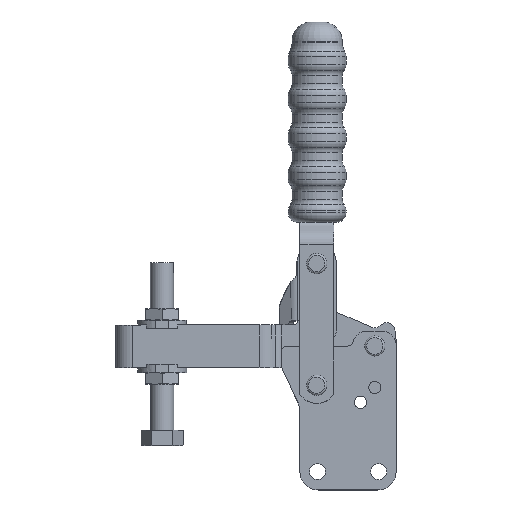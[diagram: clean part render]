
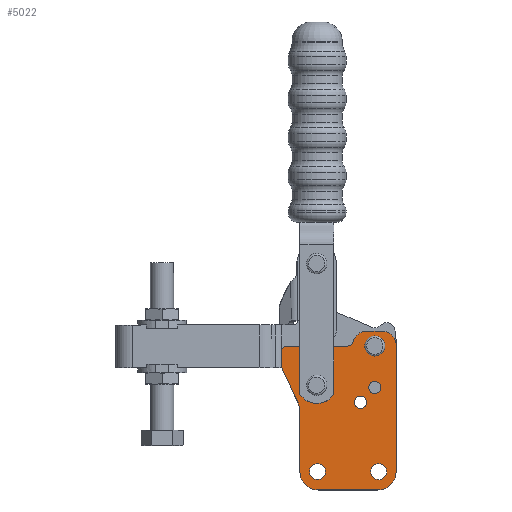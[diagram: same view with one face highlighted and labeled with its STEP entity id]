
A CAD part, top view. The second image highlights one B-rep face of the part: STEP entity #5022.
In plain terms, the highlighted planar face has unit normal (0, 0, 1).
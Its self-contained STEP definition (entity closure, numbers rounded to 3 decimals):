
#436=CIRCLE('',#5448,9.5);
#438=CIRCLE('',#5451,9.5);
#439=CIRCLE('',#5452,7.1);
#440=CIRCLE('',#5453,7.1);
#441=CIRCLE('',#5454,3.);
#442=CIRCLE('',#5455,3.);
#443=CIRCLE('',#5456,4.05);
#444=CIRCLE('',#5457,3.2);
#445=CIRCLE('',#5458,3.2);
#446=CIRCLE('',#5459,6.35);
#447=CIRCLE('',#5460,4.165);
#448=CIRCLE('',#5461,4.165);
#833=VERTEX_POINT('',#7940);
#834=VERTEX_POINT('',#7941);
#837=VERTEX_POINT('',#7949);
#838=VERTEX_POINT('',#7951);
#839=VERTEX_POINT('',#7953);
#840=VERTEX_POINT('',#7955);
#841=VERTEX_POINT('',#7957);
#842=VERTEX_POINT('',#7959);
#843=VERTEX_POINT('',#7961);
#844=VERTEX_POINT('',#7963);
#845=VERTEX_POINT('',#7965);
#846=VERTEX_POINT('',#7967);
#847=VERTEX_POINT('',#7969);
#848=VERTEX_POINT('',#7972);
#849=VERTEX_POINT('',#7974);
#850=VERTEX_POINT('',#7976);
#851=VERTEX_POINT('',#7978);
#852=VERTEX_POINT('',#7980);
#853=VERTEX_POINT('',#7982);
#1268=VECTOR('',#6368,1.);
#1269=VECTOR('',#6371,1.);
#1270=VECTOR('',#6374,1.);
#1271=VECTOR('',#6379,1.);
#1272=VECTOR('',#6382,1.);
#1273=VECTOR('',#6383,1.);
#1274=VECTOR('',#6384,1.);
#1588=LINE('',#7948,#1268);
#1589=LINE('',#7952,#1269);
#1590=LINE('',#7956,#1270);
#1591=LINE('',#7962,#1271);
#1592=LINE('',#7966,#1272);
#1593=LINE('',#7968,#1273);
#1594=LINE('',#7970,#1274);
#2070=EDGE_CURVE('',#833,#834,#436,.T.);
#2074=EDGE_CURVE('',#837,#833,#1588,.T.);
#2075=EDGE_CURVE('',#838,#837,#438,.T.);
#2076=EDGE_CURVE('',#839,#838,#1589,.T.);
#2077=EDGE_CURVE('',#840,#839,#439,.T.);
#2078=EDGE_CURVE('',#841,#840,#1590,.T.);
#2079=EDGE_CURVE('',#842,#841,#440,.T.);
#2080=EDGE_CURVE('',#843,#842,#441,.T.);
#2081=EDGE_CURVE('',#844,#843,#1591,.T.);
#2082=EDGE_CURVE('',#845,#844,#442,.T.);
#2083=EDGE_CURVE('',#846,#845,#1592,.T.);
#2084=EDGE_CURVE('',#847,#846,#1593,.T.);
#2085=EDGE_CURVE('',#834,#847,#1594,.T.);
#2086=EDGE_CURVE('',#848,#848,#443,.T.);
#2087=EDGE_CURVE('',#849,#849,#444,.T.);
#2088=EDGE_CURVE('',#850,#850,#445,.T.);
#2089=EDGE_CURVE('',#851,#851,#446,.T.);
#2090=EDGE_CURVE('',#852,#852,#447,.T.);
#2091=EDGE_CURVE('',#853,#853,#448,.T.);
#3081=ORIENTED_EDGE('',*,*,#2070,.F.);
#3082=ORIENTED_EDGE('',*,*,#2074,.F.);
#3083=ORIENTED_EDGE('',*,*,#2075,.F.);
#3084=ORIENTED_EDGE('',*,*,#2076,.F.);
#3085=ORIENTED_EDGE('',*,*,#2077,.F.);
#3086=ORIENTED_EDGE('',*,*,#2078,.F.);
#3087=ORIENTED_EDGE('',*,*,#2079,.F.);
#3088=ORIENTED_EDGE('',*,*,#2080,.F.);
#3089=ORIENTED_EDGE('',*,*,#2081,.F.);
#3090=ORIENTED_EDGE('',*,*,#2082,.F.);
#3091=ORIENTED_EDGE('',*,*,#2083,.F.);
#3092=ORIENTED_EDGE('',*,*,#2084,.F.);
#3093=ORIENTED_EDGE('',*,*,#2085,.F.);
#3094=ORIENTED_EDGE('',*,*,#2086,.T.);
#3095=ORIENTED_EDGE('',*,*,#2087,.T.);
#3096=ORIENTED_EDGE('',*,*,#2088,.T.);
#3097=ORIENTED_EDGE('',*,*,#2089,.T.);
#3098=ORIENTED_EDGE('',*,*,#2090,.T.);
#3099=ORIENTED_EDGE('',*,*,#2091,.T.);
#4008=EDGE_LOOP('',(#3081,#3082,#3083,#3084,#3085,#3086,#3087,#3088,#3089,
#3090,#3091,#3092,#3093));
#4009=EDGE_LOOP('',(#3094));
#4010=EDGE_LOOP('',(#3095));
#4011=EDGE_LOOP('',(#3096));
#4012=EDGE_LOOP('',(#3097));
#4013=EDGE_LOOP('',(#3098));
#4014=EDGE_LOOP('',(#3099));
#4534=FACE_BOUND('',#4008,.T.);
#4535=FACE_BOUND('',#4009,.T.);
#4536=FACE_BOUND('',#4010,.T.);
#4537=FACE_BOUND('',#4011,.T.);
#4538=FACE_BOUND('',#4012,.T.);
#4539=FACE_BOUND('',#4013,.T.);
#4540=FACE_BOUND('',#4014,.T.);
#5022=ADVANCED_FACE('',(#4534,#4535,#4536,#4537,#4538,#4539,#4540),#9056,
 .T.);
#5448=AXIS2_PLACEMENT_3D('',#7939,#6361,#6362);
#5450=AXIS2_PLACEMENT_3D('',#7947,#6367,$);
#5451=AXIS2_PLACEMENT_3D('',#7950,#6369,#6370);
#5452=AXIS2_PLACEMENT_3D('',#7954,#6372,#6373);
#5453=AXIS2_PLACEMENT_3D('',#7958,#6375,#6376);
#5454=AXIS2_PLACEMENT_3D('',#7960,#6377,#6378);
#5455=AXIS2_PLACEMENT_3D('',#7964,#6380,#6381);
#5456=AXIS2_PLACEMENT_3D('',#7971,#6385,#6386);
#5457=AXIS2_PLACEMENT_3D('',#7973,#6387,#6388);
#5458=AXIS2_PLACEMENT_3D('',#7975,#6389,#6390);
#5459=AXIS2_PLACEMENT_3D('',#7977,#6391,#6392);
#5460=AXIS2_PLACEMENT_3D('',#7979,#6393,#6394);
#5461=AXIS2_PLACEMENT_3D('',#7981,#6395,#6396);
#6361=DIRECTION('',(0.,0.,-1.));
#6362=DIRECTION('',(-6.718,-6.718,0.));
#6367=DIRECTION('',(0.,0.,1.));
#6368=DIRECTION('',(-1.,0.,0.));
#6369=DIRECTION('',(0.,0.,-1.));
#6370=DIRECTION('',(6.718,-6.718,0.));
#6371=DIRECTION('',(0.,-1.,0.));
#6372=DIRECTION('',(0.,0.,-1.));
#6373=DIRECTION('',(5.02,5.02,0.));
#6374=DIRECTION('',(1.,0.,0.));
#6375=DIRECTION('',(0.,0.,-1.));
#6376=DIRECTION('',(0.,-7.1,0.));
#6377=DIRECTION('',(0.,0.,1.));
#6378=DIRECTION('',(2.121,-2.121,0.));
#6379=DIRECTION('',(1.,0.,0.));
#6380=DIRECTION('',(0.,0.,-1.));
#6381=DIRECTION('',(-2.121,2.121,0.));
#6382=DIRECTION('',(0.,1.,0.));
#6383=DIRECTION('',(-0.423,0.906,0.));
#6384=DIRECTION('',(0.,1.,0.));
#6385=DIRECTION('',(0.,0.,-1.));
#6386=DIRECTION('',(4.05,0.,0.));
#6387=DIRECTION('',(0.,0.,-1.));
#6388=DIRECTION('',(3.2,0.,0.));
#6389=DIRECTION('',(0.,0.,-1.));
#6390=DIRECTION('',(3.2,0.,0.));
#6391=DIRECTION('',(0.,0.,-1.));
#6392=DIRECTION('',(6.35,0.,0.));
#6393=DIRECTION('',(0.,0.,-1.));
#6394=DIRECTION('',(4.165,0.,0.));
#6395=DIRECTION('',(0.,0.,-1.));
#6396=DIRECTION('',(4.165,0.,0.));
#7939=CARTESIAN_POINT('',(263.497,190.422,14.));
#7940=CARTESIAN_POINT('',(263.497,180.922,14.));
#7941=CARTESIAN_POINT('',(253.997,190.422,14.));
#7947=CARTESIAN_POINT('',(277.784,222.606,14.));
#7948=CARTESIAN_POINT('',(278.997,180.922,14.));
#7949=CARTESIAN_POINT('',(294.497,180.922,14.));
#7950=CARTESIAN_POINT('',(294.497,190.422,14.));
#7951=CARTESIAN_POINT('',(303.997,190.422,14.));
#7952=CARTESIAN_POINT('',(303.997,222.137,14.));
#7953=CARTESIAN_POINT('',(303.997,256.252,14.));
#7954=CARTESIAN_POINT('',(296.897,256.252,14.));
#7955=CARTESIAN_POINT('',(296.897,263.352,14.));
#7956=CARTESIAN_POINT('',(292.897,263.352,14.));
#7957=CARTESIAN_POINT('',(288.608,263.352,14.));
#7958=CARTESIAN_POINT('',(288.608,256.252,14.));
#7959=CARTESIAN_POINT('',(281.711,257.939,14.));
#7960=CARTESIAN_POINT('',(278.797,258.652,14.));
#7961=CARTESIAN_POINT('',(278.797,255.652,14.));
#7962=CARTESIAN_POINT('',(263.147,255.652,14.));
#7963=CARTESIAN_POINT('',(247.497,255.652,14.));
#7964=CARTESIAN_POINT('',(247.497,252.652,14.));
#7965=CARTESIAN_POINT('',(244.497,252.652,14.));
#7966=CARTESIAN_POINT('',(244.497,250.002,14.));
#7967=CARTESIAN_POINT('',(244.497,244.352,14.));
#7968=CARTESIAN_POINT('',(249.247,234.165,14.));
#7969=CARTESIAN_POINT('',(253.997,223.979,14.));
#7970=CARTESIAN_POINT('',(253.997,202.45,14.));
#7971=CARTESIAN_POINT('',(292.897,255.652,14.));
#7972=CARTESIAN_POINT('',(296.947,255.652,14.));
#7973=CARTESIAN_POINT('',(292.897,234.052,14.));
#7974=CARTESIAN_POINT('',(296.097,234.052,14.));
#7975=CARTESIAN_POINT('',(285.497,226.452,14.));
#7976=CARTESIAN_POINT('',(288.697,226.452,14.));
#7977=CARTESIAN_POINT('',(262.717,235.302,14.));
#7978=CARTESIAN_POINT('',(269.067,235.302,14.));
#7979=CARTESIAN_POINT('',(294.897,190.422,14.));
#7980=CARTESIAN_POINT('',(299.062,190.422,14.));
#7981=CARTESIAN_POINT('',(263.147,190.422,14.));
#7982=CARTESIAN_POINT('',(267.312,190.422,14.));
#9056=PLANE('',#5450);
